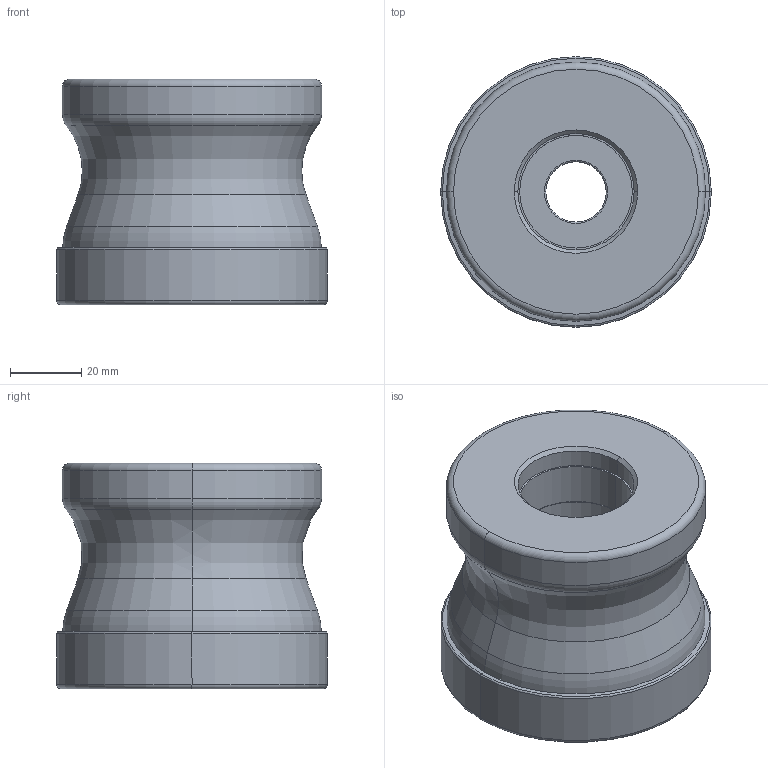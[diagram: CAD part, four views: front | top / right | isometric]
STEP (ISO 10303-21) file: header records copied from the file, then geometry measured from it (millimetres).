
FILE_DESCRIPTION(/* description */ (''),/* implementation_level */ '2;1');
FILE_NAME(/* name */ 'APX4000UR0306DA_IR0_047.stp',/* time_stamp */ '2021-09-08T11:43:26+09:00',/* author */ (''),/* organization */ (''),/* preprocessor_version */ 'ST-DEVELOPER v16',/* originating_system */ 'SIEMENS PLM Software NX 10.0',/* authorisation */ '');
FILE_SCHEMA (('AUTOMOTIVE_DESIGN { 1 0 10303 214 3 1 1 1 }'));
Length unit declared in the file: millimetre
Products named in the file (1): APX4000UR0306DA_IR0_047_ASM
Bounding box: 76.2 x 76.2 x 63.5 mm (x, y, z)
Volume: 225292.4 mm3; surface area: 37855.5 mm2
Topology: 2 solids, 2 shells, 86 faces, 194 edges, 131 vertices
Faces by surface type: torus 34, cone 28, cylinder 16, plane 6, bspline 2
Entity records: 2625 total; most frequent: DIRECTION 526, CARTESIAN_POINT 453, ORIENTED_EDGE 360, AXIS2_PLACEMENT_3D 238, EDGE_CURVE 180, CIRCLE 143, VERTEX_POINT 100, EDGE_LOOP 92
